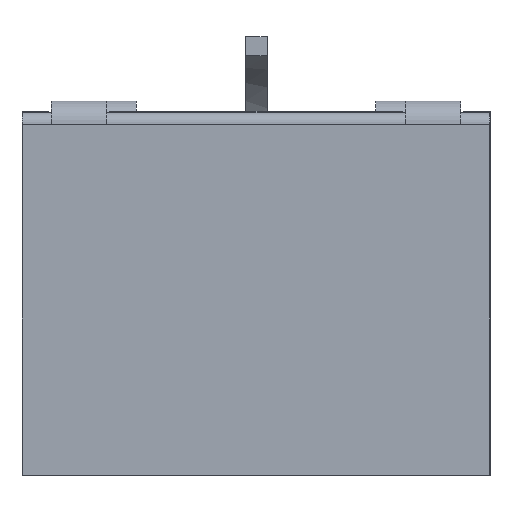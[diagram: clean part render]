
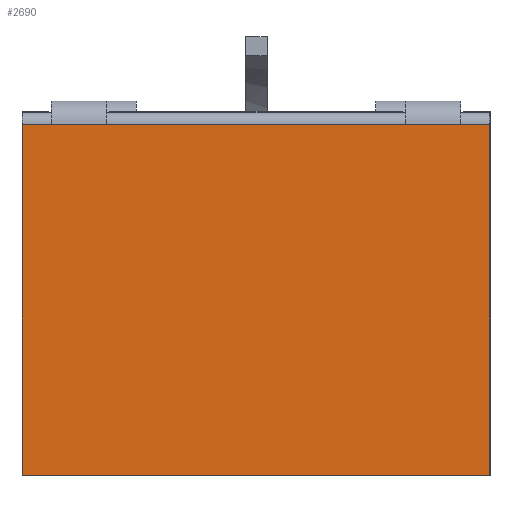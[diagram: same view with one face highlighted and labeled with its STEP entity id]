
A CAD part, left-side view. The second image highlights one B-rep face of the part: STEP entity #2690.
In plain terms, the highlighted planar face has unit normal (-1, 0, 0).
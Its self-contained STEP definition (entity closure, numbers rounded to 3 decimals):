
#299=FACE_OUTER_BOUND('',#437,.T.);
#437=EDGE_LOOP('',(#2218,#2219,#2220,#2221,#2222));
#671=LINE('',#4272,#949);
#678=LINE('',#4289,#956);
#682=LINE('',#4300,#960);
#684=LINE('',#4306,#962);
#687=LINE('',#4314,#965);
#949=VECTOR('',#3488,10.);
#956=VECTOR('',#3501,10.);
#960=VECTOR('',#3515,10.);
#962=VECTOR('',#3523,10.);
#965=VECTOR('',#3534,10.);
#1206=VERTEX_POINT('',#4269);
#1207=VERTEX_POINT('',#4271);
#1212=VERTEX_POINT('',#4285);
#1214=VERTEX_POINT('',#4288);
#1216=VERTEX_POINT('',#4298);
#1551=EDGE_CURVE('',#1207,#1206,#671,.T.);
#1559=EDGE_CURVE('',#1212,#1214,#678,.T.);
#1566=EDGE_CURVE('',#1216,#1212,#682,.T.);
#1570=EDGE_CURVE('',#1214,#1206,#684,.T.);
#1574=EDGE_CURVE('',#1216,#1207,#687,.T.);
#2218=ORIENTED_EDGE('',*,*,#1551,.T.);
#2219=ORIENTED_EDGE('',*,*,#1570,.F.);
#2220=ORIENTED_EDGE('',*,*,#1559,.F.);
#2221=ORIENTED_EDGE('',*,*,#1566,.F.);
#2222=ORIENTED_EDGE('',*,*,#1574,.T.);
#2581=PLANE('',#2943);
#2690=ADVANCED_FACE('',(#299),#2581,.T.);
#2943=AXIS2_PLACEMENT_3D('',#4313,#3532,#3533);
#3488=DIRECTION('',(0.,0.,1.));
#3501=DIRECTION('',(0.,-1.,0.));
#3515=DIRECTION('',(0.,0.,1.));
#3523=DIRECTION('',(0.,-1.,0.));
#3532=DIRECTION('center_axis',(-1.,0.,0.));
#3533=DIRECTION('ref_axis',(0.,0.,1.));
#3534=DIRECTION('',(0.,-1.,0.));
#4269=CARTESIAN_POINT('',(-4.,-70.,0.));
#4271=CARTESIAN_POINT('',(-4.,-70.,-60.));
#4272=CARTESIAN_POINT('',(-4.,-70.,0.));
#4285=CARTESIAN_POINT('',(-4.,10.,0.));
#4288=CARTESIAN_POINT('',(-4.,5.,0.));
#4289=CARTESIAN_POINT('',(-4.,0.,0.));
#4298=CARTESIAN_POINT('',(-4.,10.,-60.));
#4300=CARTESIAN_POINT('',(-4.,10.,-3.464));
#4306=CARTESIAN_POINT('',(-4.,0.,0.));
#4313=CARTESIAN_POINT('Origin',(-4.,0.,-60.));
#4314=CARTESIAN_POINT('',(-4.,0.,-60.));
